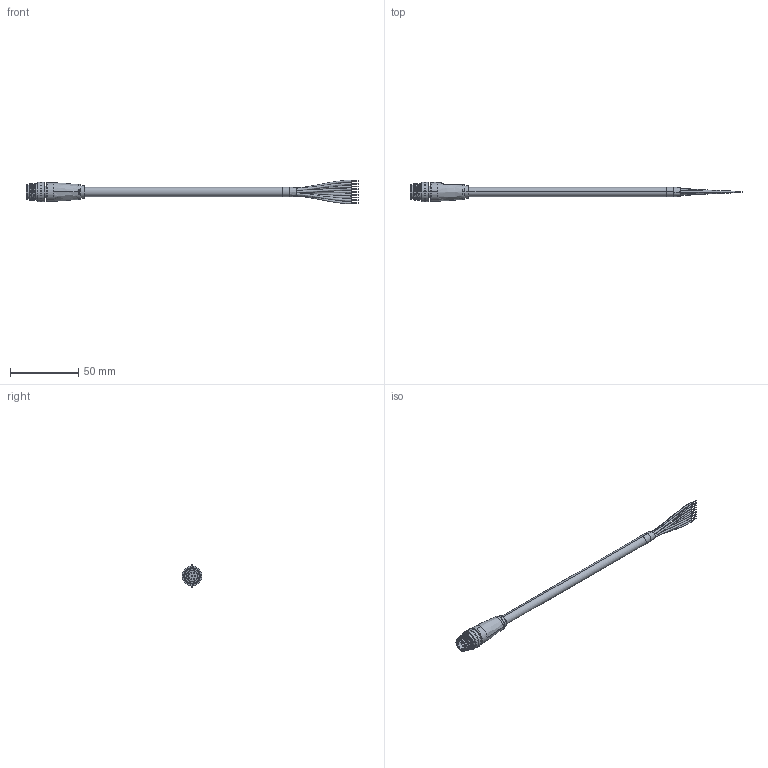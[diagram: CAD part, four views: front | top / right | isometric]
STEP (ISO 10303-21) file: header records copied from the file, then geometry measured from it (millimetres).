
FILE_DESCRIPTION (( 'STEP AP203' ), '1' );
FILE_NAME ('10-04544__revA.STEP', '2022-01-14T18:13:15', ( '' ), ( '' ), 'SwSTEP 2.0', 'SolidWorks 2021', '' );
FILE_SCHEMA (( 'CONFIG_CONTROL_DESIGN' ));
Length unit declared in the file: millimetre
Products named in the file (8): 50-00990_STEP; 30-01611_M12 (50 with 5mm tinned); 24-00349_Wire O6.8 mm; 50-00990-04___; 50-00990-03___; 10-04544__revA; 50-00990-01___; 50-00990-02_For STEP file
Assembly tree (14 placements, depth 3):
  10-04544__revA
    30-01611_M12 (50 with 5mm tinned)
    24-00349_Wire O6.8 mm
    50-00990_STEP
      50-00990-01___
      50-00990-02_For STEP file
      50-00990-03___  x8
      50-00990-04___
Bounding box: 243.2 x 14.5 x 17.4 mm (x, y, z)
Volume: 11126.1 mm3; surface area: 67347.3 mm2
Topology: 756 solids, 756 shells, 4974 faces, 10069 edges, 6649 vertices
Faces by surface type: cylinder 3145, plane 1622, bspline 67, torus 63, cone 61, sphere 16
Entity records: 133753 total; most frequent: CARTESIAN_POINT 25641, DIRECTION 24973, ORIENTED_EDGE 19120, AXIS2_PLACEMENT_3D 10881, EDGE_CURVE 9560, VERTEX_POINT 6355, EDGE_LOOP 6253, CIRCLE 6194
